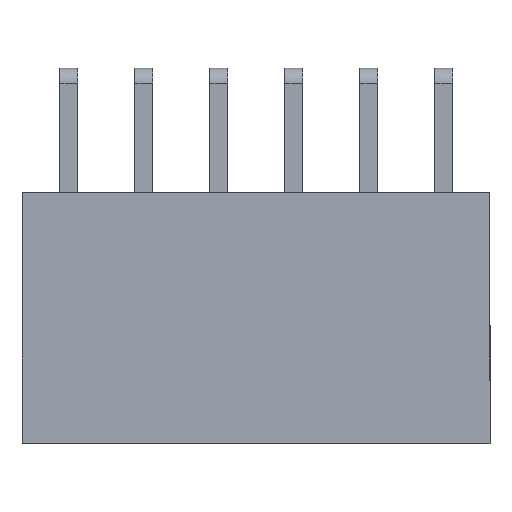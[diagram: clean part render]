
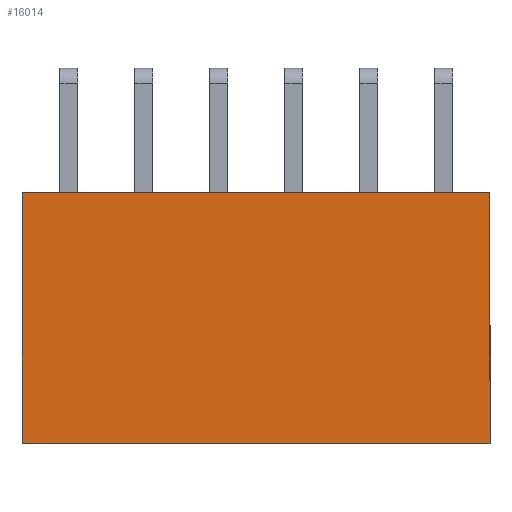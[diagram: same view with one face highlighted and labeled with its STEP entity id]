
A CAD part, top view. The second image highlights one B-rep face of the part: STEP entity #16014.
In plain terms, the highlighted planar face has unit normal (0, 0, 1).
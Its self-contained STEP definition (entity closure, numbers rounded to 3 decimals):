
#508 = CARTESIAN_POINT ( 'NONE',  ( -6.07, 4.25, 10. ) ) ;
#1124 = CARTESIAN_POINT ( 'NONE',  ( -6.07, 12.75, 10. ) ) ;
#2059 = CARTESIAN_POINT ( 'NONE',  ( 9.77, 4.25, 10. ) ) ;
#2526 = CARTESIAN_POINT ( 'NONE',  ( 9.77, 4.25, 10. ) ) ;
#2962 = DIRECTION ( 'NONE',  ( 1., 0., 0. ) ) ;
#6600 = VECTOR ( 'NONE', #25913, 1000. ) ;
#7075 = VECTOR ( 'NONE', #22699, 1000. ) ;
#8912 = VERTEX_POINT ( 'NONE', #508 ) ;
#10464 = VERTEX_POINT ( 'NONE', #26997 ) ;
#10742 = EDGE_LOOP ( 'NONE', ( #25252, #15948, #14183, #26001 ) ) ;
#11257 = CARTESIAN_POINT ( 'NONE',  ( -6.07, 4.25, 10. ) ) ;
#12493 = CARTESIAN_POINT ( 'NONE',  ( -6.07, 4.25, 10. ) ) ;
#12971 = VERTEX_POINT ( 'NONE', #1124 ) ;
#13328 = LINE ( 'NONE', #11257, #20839 ) ;
#14183 = ORIENTED_EDGE ( 'NONE', *, *, #18573, .F. ) ;
#14404 = PLANE ( 'NONE',  #15679 ) ;
#14907 = VERTEX_POINT ( 'NONE', #2526 ) ;
#15173 = LINE ( 'NONE', #17359, #6600 ) ;
#15679 = AXIS2_PLACEMENT_3D ( 'NONE', #12493, #28216, #19122 ) ;
#15834 = DIRECTION ( 'NONE',  ( 1., 0., 0. ) ) ;
#15883 = VECTOR ( 'NONE', #2962, 1000. ) ;
#15948 = ORIENTED_EDGE ( 'NONE', *, *, #19556, .T. ) ;
#16014 = ADVANCED_FACE ( 'NONE', ( #23111 ), #14404, .F. ) ;
#17359 = CARTESIAN_POINT ( 'NONE',  ( -6.07, 4.25, 10. ) ) ;
#18573 = EDGE_CURVE ( 'NONE', #12971, #10464, #23292, .T. ) ;
#19122 = DIRECTION ( 'NONE',  ( 1., 0., 0. ) ) ;
#19556 = EDGE_CURVE ( 'NONE', #14907, #10464, #26795, .T. ) ;
#19779 = EDGE_CURVE ( 'NONE', #8912, #12971, #15173, .T. ) ;
#20839 = VECTOR ( 'NONE', #15834, 1000. ) ;
#21355 = EDGE_CURVE ( 'NONE', #8912, #14907, #13328, .T. ) ;
#22699 = DIRECTION ( 'NONE',  ( 0., 1., 0. ) ) ;
#22704 = CARTESIAN_POINT ( 'NONE',  ( -6.07, 12.75, 10. ) ) ;
#23111 = FACE_OUTER_BOUND ( 'NONE', #10742, .T. ) ;
#23292 = LINE ( 'NONE', #22704, #15883 ) ;
#25252 = ORIENTED_EDGE ( 'NONE', *, *, #21355, .T. ) ;
#25913 = DIRECTION ( 'NONE',  ( 0., 1., 0. ) ) ;
#26001 = ORIENTED_EDGE ( 'NONE', *, *, #19779, .F. ) ;
#26795 = LINE ( 'NONE', #2059, #7075 ) ;
#26997 = CARTESIAN_POINT ( 'NONE',  ( 9.77, 12.75, 10. ) ) ;
#28216 = DIRECTION ( 'NONE',  ( 0., 0., -1. ) ) ;
